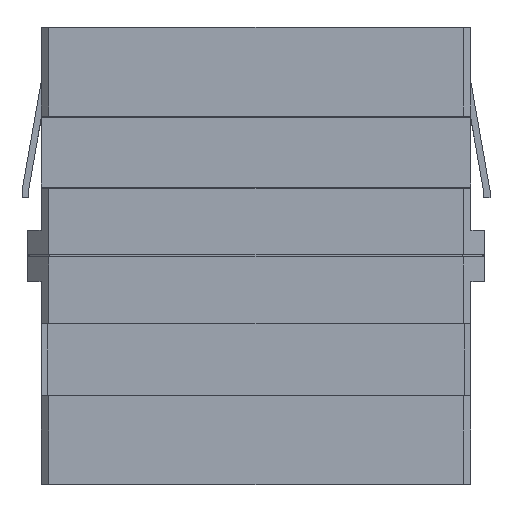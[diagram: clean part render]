
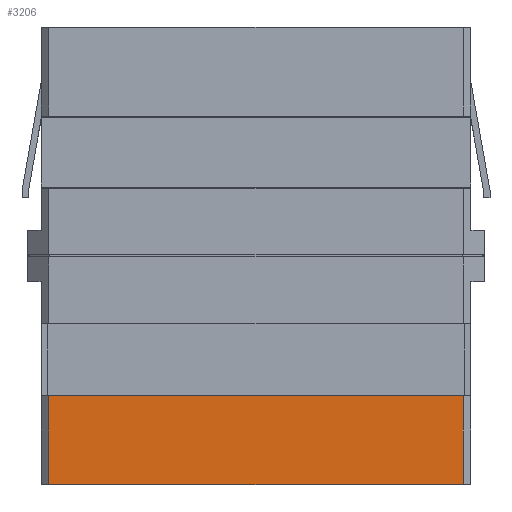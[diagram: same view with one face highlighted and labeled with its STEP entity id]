
A CAD part, top view. The second image highlights one B-rep face of the part: STEP entity #3206.
In plain terms, the highlighted planar face has unit normal (0, 0, 1).
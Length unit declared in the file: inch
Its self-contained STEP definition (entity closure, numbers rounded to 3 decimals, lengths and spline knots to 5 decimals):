
#309 = VERTEX_POINT ( 'NONE', #1309 ) ;
#721 = PLANE ( 'NONE',  #8264 ) ;
#1309 = CARTESIAN_POINT ( 'NONE',  ( 0.48937, -0.54, 0.1825 ) ) ;
#1328 = VECTOR ( 'NONE', #7788, 39.37008 ) ;
#2027 = LINE ( 'NONE', #4971, #1328 ) ;
#2198 = DIRECTION ( 'NONE',  ( 0., 0., -1. ) ) ;
#2386 = VECTOR ( 'NONE', #7824, 39.37008 ) ;
#2731 = CARTESIAN_POINT ( 'NONE',  ( -0.53937, 0.06, 0.1825 ) ) ;
#2900 = ORIENTED_EDGE ( 'NONE', *, *, #6930, .T. ) ;
#3008 = LINE ( 'NONE', #3046, #3415 ) ;
#3046 = CARTESIAN_POINT ( 'NONE',  ( 0.5075, -0.33, 0.1825 ) ) ;
#3206 = ADVANCED_FACE ( 'NONE', ( #6267 ), #721, .F. ) ;
#3331 = CARTESIAN_POINT ( 'NONE',  ( 0.48937, -0.33, 0.1825 ) ) ;
#3415 = VECTOR ( 'NONE', #4370, 39.37008 ) ;
#3516 = ORIENTED_EDGE ( 'NONE', *, *, #8007, .T. ) ;
#3663 = EDGE_CURVE ( 'NONE', #7193, #7124, #8625, .T. ) ;
#3799 = EDGE_CURVE ( 'NONE', #7124, #309, #7126, .T. ) ;
#4370 = DIRECTION ( 'NONE',  ( -1., 0., 0. ) ) ;
#4971 = CARTESIAN_POINT ( 'NONE',  ( 0.48937, 0.06, 0.1825 ) ) ;
#5582 = DIRECTION ( 'NONE',  ( -1., 0., 0. ) ) ;
#5674 = CARTESIAN_POINT ( 'NONE',  ( -0.48937, 0.06, 0.1825 ) ) ;
#5804 = EDGE_LOOP ( 'NONE', ( #2900, #7018, #6766, #3516 ) ) ;
#6267 = FACE_OUTER_BOUND ( 'NONE', #5804, .T. ) ;
#6437 = DIRECTION ( 'NONE',  ( 1., 0., 0. ) ) ;
#6766 = ORIENTED_EDGE ( 'NONE', *, *, #3799, .T. ) ;
#6930 = EDGE_CURVE ( 'NONE', #8732, #7193, #3008, .T. ) ;
#7018 = ORIENTED_EDGE ( 'NONE', *, *, #3663, .T. ) ;
#7124 = VERTEX_POINT ( 'NONE', #8253 ) ;
#7126 = LINE ( 'NONE', #8332, #7600 ) ;
#7193 = VERTEX_POINT ( 'NONE', #8854 ) ;
#7600 = VECTOR ( 'NONE', #6437, 39.37008 ) ;
#7788 = DIRECTION ( 'NONE',  ( 0., 1., 0. ) ) ;
#7824 = DIRECTION ( 'NONE',  ( 0., -1., 0. ) ) ;
#8007 = EDGE_CURVE ( 'NONE', #309, #8732, #2027, .T. ) ;
#8253 = CARTESIAN_POINT ( 'NONE',  ( -0.48937, -0.54, 0.1825 ) ) ;
#8264 = AXIS2_PLACEMENT_3D ( 'NONE', #2731, #2198, #5582 ) ;
#8332 = CARTESIAN_POINT ( 'NONE',  ( -0.5075, -0.54, 0.1825 ) ) ;
#8625 = LINE ( 'NONE', #5674, #2386 ) ;
#8732 = VERTEX_POINT ( 'NONE', #3331 ) ;
#8854 = CARTESIAN_POINT ( 'NONE',  ( -0.48937, -0.33, 0.1825 ) ) ;
